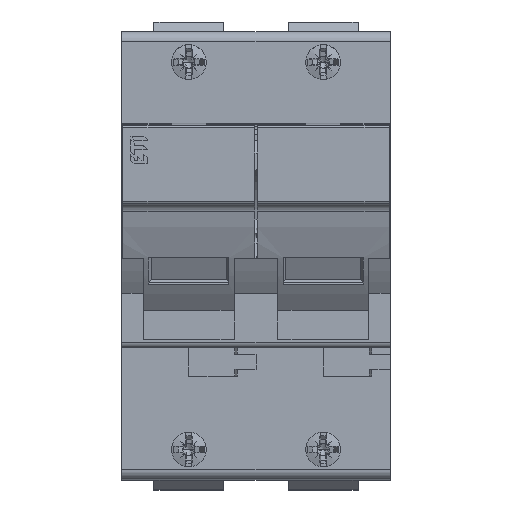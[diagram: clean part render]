
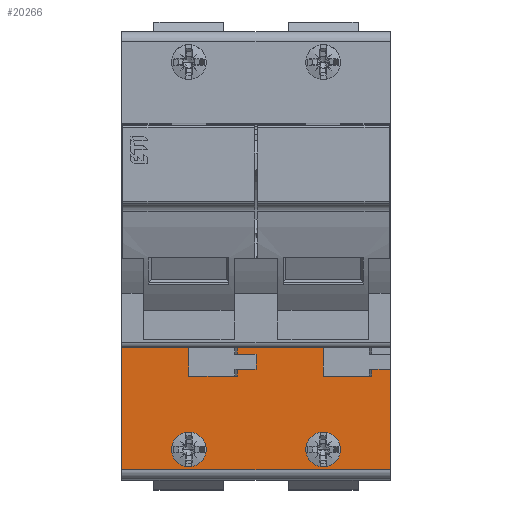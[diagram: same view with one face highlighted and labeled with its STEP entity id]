
A CAD part, top view. The second image highlights one B-rep face of the part: STEP entity #20266.
In plain terms, the highlighted planar face has unit normal (0, 0, 1).
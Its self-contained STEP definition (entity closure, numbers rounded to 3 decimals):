
#293=DIRECTION('',(0.,-1.,0.));
#294=VECTOR('',#293,24.6);
#295=CARTESIAN_POINT('',(0.,-40.2,43.5));
#296=LINE('',#295,#294);
#1845=DIRECTION('',(1.,0.,0.));
#1846=VECTOR('',#1845,54.);
#1847=CARTESIAN_POINT('',(0.,-64.8,43.5));
#1848=LINE('',#1847,#1846);
#1859=DIRECTION('',(1.,0.,0.));
#1860=VECTOR('',#1859,3.75);
#1861=CARTESIAN_POINT('',(50.25,-44.6,43.5));
#1862=LINE('',#1861,#1860);
#1866=DIRECTION('',(1.,0.,0.));
#1867=VECTOR('',#1866,3.75);
#1868=CARTESIAN_POINT('',(23.25,-44.6,43.5));
#1869=LINE('',#1868,#1867);
#1873=DIRECTION('',(0.,1.,0.));
#1874=VECTOR('',#1873,1.4);
#1875=CARTESIAN_POINT('',(23.25,-41.6,43.5));
#1876=LINE('',#1875,#1874);
#1880=DIRECTION('',(1.,0.,0.));
#1881=VECTOR('',#1880,17.25);
#1882=CARTESIAN_POINT('',(23.25,-40.2,43.5));
#1883=LINE('',#1882,#1881);
#1887=CARTESIAN_POINT('',(13.5,-60.7,43.5));
#1888=DIRECTION('',(0.,0.,1.));
#1889=DIRECTION('',(0.,1.,0.));
#1890=AXIS2_PLACEMENT_3D('',#1887,#1888,#1889);
#1895=CARTESIAN_POINT('',(13.5,-60.7,43.5));
#1896=DIRECTION('',(0.,0.,1.));
#1897=DIRECTION('',(0.,-1.,0.));
#1898=AXIS2_PLACEMENT_3D('',#1895,#1896,#1897);
#1903=CARTESIAN_POINT('',(40.5,-60.7,43.5));
#1904=DIRECTION('',(0.,0.,1.));
#1905=DIRECTION('',(0.,1.,0.));
#1906=AXIS2_PLACEMENT_3D('',#1903,#1904,#1905);
#1911=CARTESIAN_POINT('',(40.5,-60.7,43.5));
#1912=DIRECTION('',(0.,0.,1.));
#1913=DIRECTION('',(0.,-1.,0.));
#1914=AXIS2_PLACEMENT_3D('',#1911,#1912,#1913);
#1919=DIRECTION('',(0.,1.,0.));
#1920=VECTOR('',#1919,5.8);
#1921=CARTESIAN_POINT('',(40.5,-46.,43.5));
#1922=LINE('',#1921,#1920);
#1954=DIRECTION('',(-1.,0.,0.));
#1955=VECTOR('',#1954,13.5);
#1956=CARTESIAN_POINT('',(13.5,-40.2,43.5));
#1957=LINE('',#1956,#1955);
#5037=DIRECTION('',(0.,1.,0.));
#5038=VECTOR('',#5037,20.2);
#5039=CARTESIAN_POINT('',(54.,-64.8,43.5));
#5040=LINE('',#5039,#5038);
#8607=DIRECTION('',(0.,-1.,0.));
#8608=VECTOR('',#8607,1.4);
#8609=CARTESIAN_POINT('',(50.25,-44.6,43.5));
#8610=LINE('',#8609,#8608);
#8635=DIRECTION('',(-1.,0.,0.));
#8636=VECTOR('',#8635,9.75);
#8637=CARTESIAN_POINT('',(50.25,-46.,43.5));
#8638=LINE('',#8637,#8636);
#9238=DIRECTION('',(1.,0.,0.));
#9239=VECTOR('',#9238,3.75);
#9240=CARTESIAN_POINT('',(23.25,-41.6,43.5));
#9241=LINE('',#9240,#9239);
#9252=DIRECTION('',(0.,-1.,0.));
#9253=VECTOR('',#9252,3.);
#9254=CARTESIAN_POINT('',(27.,-41.6,43.5));
#9255=LINE('',#9254,#9253);
#9315=DIRECTION('',(0.,-1.,0.));
#9316=VECTOR('',#9315,1.4);
#9317=CARTESIAN_POINT('',(23.25,-44.6,43.5));
#9318=LINE('',#9317,#9316);
#9343=DIRECTION('',(-1.,0.,0.));
#9344=VECTOR('',#9343,9.75);
#9345=CARTESIAN_POINT('',(23.25,-46.,43.5));
#9346=LINE('',#9345,#9344);
#9350=DIRECTION('',(0.,1.,0.));
#9351=VECTOR('',#9350,5.8);
#9352=CARTESIAN_POINT('',(13.5,-46.,43.5));
#9353=LINE('',#9352,#9351);
#16397=CARTESIAN_POINT('',(0.,-40.2,43.5));
#16398=VERTEX_POINT('',#16397);
#16399=CARTESIAN_POINT('',(0.,-64.8,43.5));
#16400=VERTEX_POINT('',#16399);
#17017=CARTESIAN_POINT('',(54.,-64.8,43.5));
#17018=VERTEX_POINT('',#17017);
#17019=CARTESIAN_POINT('',(40.5,-46.,43.5));
#17020=CARTESIAN_POINT('',(40.5,-40.2,43.5));
#17021=VERTEX_POINT('',#17019);
#17022=VERTEX_POINT('',#17020);
#17023=CARTESIAN_POINT('',(50.25,-46.,43.5));
#17024=VERTEX_POINT('',#17023);
#17025=CARTESIAN_POINT('',(50.25,-44.6,43.5));
#17026=VERTEX_POINT('',#17025);
#17027=CARTESIAN_POINT('',(54.,-44.6,43.5));
#17028=VERTEX_POINT('',#17027);
#17029=CARTESIAN_POINT('',(13.5,-40.2,43.5));
#17030=VERTEX_POINT('',#17029);
#17031=CARTESIAN_POINT('',(13.5,-46.,43.5));
#17032=VERTEX_POINT('',#17031);
#17033=CARTESIAN_POINT('',(23.25,-46.,43.5));
#17034=VERTEX_POINT('',#17033);
#17035=CARTESIAN_POINT('',(23.25,-44.6,43.5));
#17036=VERTEX_POINT('',#17035);
#17037=CARTESIAN_POINT('',(27.,-44.6,43.5));
#17038=VERTEX_POINT('',#17037);
#17039=CARTESIAN_POINT('',(27.,-41.6,43.5));
#17040=VERTEX_POINT('',#17039);
#17041=CARTESIAN_POINT('',(23.25,-41.6,43.5));
#17042=VERTEX_POINT('',#17041);
#17043=CARTESIAN_POINT('',(23.25,-40.2,43.5));
#17044=VERTEX_POINT('',#17043);
#17045=CARTESIAN_POINT('',(13.5,-57.2,43.5));
#17046=CARTESIAN_POINT('',(13.5,-64.2,43.5));
#17047=VERTEX_POINT('',#17045);
#17048=VERTEX_POINT('',#17046);
#17049=CARTESIAN_POINT('',(40.5,-57.2,43.5));
#17050=CARTESIAN_POINT('',(40.5,-64.2,43.5));
#17051=VERTEX_POINT('',#17049);
#17052=VERTEX_POINT('',#17050);
#20217=CARTESIAN_POINT('',(13.5,-40.2,43.5));
#20218=DIRECTION('',(0.,0.,1.));
#20219=DIRECTION('',(0.,-1.,0.));
#20220=AXIS2_PLACEMENT_3D('',#20217,#20218,#20219);
#20221=PLANE('',#20220);
#20223=ORIENTED_EDGE('',*,*,#20222,.F.);
#20225=ORIENTED_EDGE('',*,*,#20224,.F.);
#20227=ORIENTED_EDGE('',*,*,#20226,.F.);
#20229=ORIENTED_EDGE('',*,*,#20228,.T.);
#20231=ORIENTED_EDGE('',*,*,#20230,.F.);
#20232=ORIENTED_EDGE('',*,*,#20208,.F.);
#20233=ORIENTED_EDGE('',*,*,#19226,.F.);
#20235=ORIENTED_EDGE('',*,*,#20234,.F.);
#20237=ORIENTED_EDGE('',*,*,#20236,.F.);
#20239=ORIENTED_EDGE('',*,*,#20238,.F.);
#20241=ORIENTED_EDGE('',*,*,#20240,.F.);
#20243=ORIENTED_EDGE('',*,*,#20242,.T.);
#20245=ORIENTED_EDGE('',*,*,#20244,.F.);
#20247=ORIENTED_EDGE('',*,*,#20246,.F.);
#20249=ORIENTED_EDGE('',*,*,#20248,.T.);
#20251=ORIENTED_EDGE('',*,*,#20250,.T.);
#20252=EDGE_LOOP('',(#20223,#20225,#20227,#20229,#20231,#20232,#20233,#20235,
#20237,#20239,#20241,#20243,#20245,#20247,#20249,#20251));
#20253=FACE_OUTER_BOUND('',#20252,.F.);
#20255=ORIENTED_EDGE('',*,*,#20254,.T.);
#20257=ORIENTED_EDGE('',*,*,#20256,.T.);
#20258=EDGE_LOOP('',(#20255,#20257));
#20259=FACE_BOUND('',#20258,.F.);
#20261=ORIENTED_EDGE('',*,*,#20260,.T.);
#20263=ORIENTED_EDGE('',*,*,#20262,.T.);
#20264=EDGE_LOOP('',(#20261,#20263));
#20265=FACE_BOUND('',#20264,.F.);
#1891=CIRCLE('',#1890,3.5);
#1899=CIRCLE('',#1898,3.5);
#1907=CIRCLE('',#1906,3.5);
#1915=CIRCLE('',#1914,3.5);
#19226=EDGE_CURVE('',#16398,#16400,#296,.T.);
#20208=EDGE_CURVE('',#16400,#17018,#1848,.T.);
#20222=EDGE_CURVE('',#17021,#17022,#1922,.T.);
#20224=EDGE_CURVE('',#17024,#17021,#8638,.T.);
#20226=EDGE_CURVE('',#17026,#17024,#8610,.T.);
#20228=EDGE_CURVE('',#17026,#17028,#1862,.T.);
#20230=EDGE_CURVE('',#17018,#17028,#5040,.T.);
#20234=EDGE_CURVE('',#17030,#16398,#1957,.T.);
#20236=EDGE_CURVE('',#17032,#17030,#9353,.T.);
#20238=EDGE_CURVE('',#17034,#17032,#9346,.T.);
#20240=EDGE_CURVE('',#17036,#17034,#9318,.T.);
#20242=EDGE_CURVE('',#17036,#17038,#1869,.T.);
#20244=EDGE_CURVE('',#17040,#17038,#9255,.T.);
#20246=EDGE_CURVE('',#17042,#17040,#9241,.T.);
#20248=EDGE_CURVE('',#17042,#17044,#1876,.T.);
#20250=EDGE_CURVE('',#17044,#17022,#1883,.T.);
#20254=EDGE_CURVE('',#17047,#17048,#1891,.T.);
#20256=EDGE_CURVE('',#17048,#17047,#1899,.T.);
#20260=EDGE_CURVE('',#17051,#17052,#1907,.T.);
#20262=EDGE_CURVE('',#17052,#17051,#1915,.T.);
#20266=ADVANCED_FACE('',(#20253,#20259,#20265),#20221,.T.);
